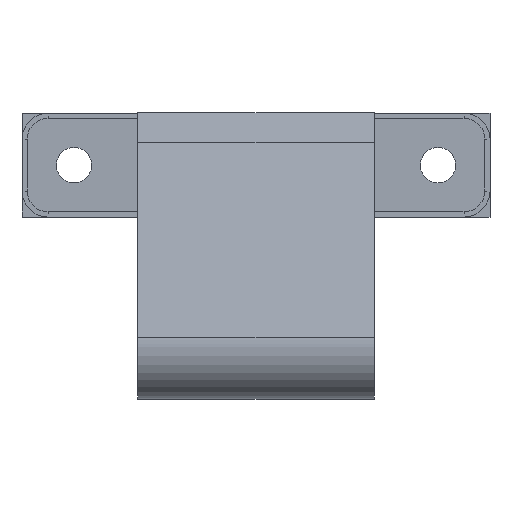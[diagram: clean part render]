
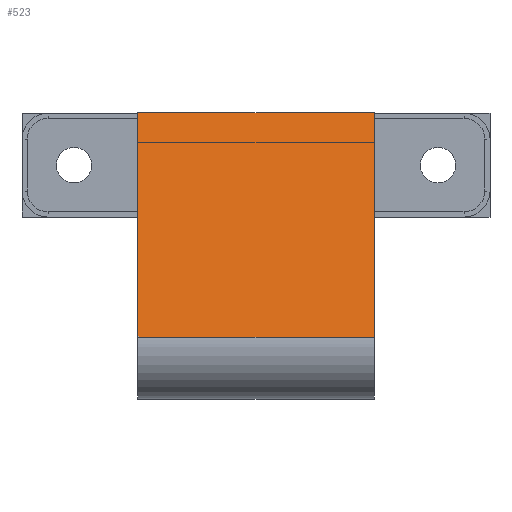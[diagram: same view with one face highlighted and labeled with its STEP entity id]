
A CAD part, top view. The second image highlights one B-rep face of the part: STEP entity #523.
In plain terms, the highlighted planar face has unit normal (0, 0.189, 0.982).
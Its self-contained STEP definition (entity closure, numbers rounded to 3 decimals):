
#234 = VERTEX_POINT('',#235);
#235 = CARTESIAN_POINT('',(22.7,10.,16.515));
#241 = EDGE_CURVE('',#242,#234,#244,.T.);
#242 = VERTEX_POINT('',#243);
#243 = CARTESIAN_POINT('',(-22.7,10.,16.515));
#244 = LINE('',#245,#246);
#245 = CARTESIAN_POINT('',(-45.,10.,16.515));
#246 = VECTOR('',#247,1.);
#247 = DIRECTION('',(1.,0.,0.));
#393 = EDGE_CURVE('',#242,#394,#396,.T.);
#394 = VERTEX_POINT('',#395);
#395 = CARTESIAN_POINT('',(-22.7,-33.108,24.819));
#396 = LINE('',#397,#398);
#397 = CARTESIAN_POINT('',(-22.7,-3.604,19.136));
#398 = VECTOR('',#399,1.);
#399 = DIRECTION('',(0.,-0.982,0.189));
#454 = EDGE_CURVE('',#234,#455,#457,.T.);
#455 = VERTEX_POINT('',#456);
#456 = CARTESIAN_POINT('',(22.7,-33.108,24.819));
#457 = LINE('',#458,#459);
#458 = CARTESIAN_POINT('',(22.7,-3.604,19.136));
#459 = VECTOR('',#460,1.);
#460 = DIRECTION('',(0.,-0.982,0.189));
#507 = EDGE_CURVE('',#394,#455,#508,.T.);
#508 = LINE('',#509,#510);
#509 = CARTESIAN_POINT('',(-45.,-33.108,24.819));
#510 = VECTOR('',#511,1.);
#511 = DIRECTION('',(1.,0.,0.));
#523 = ADVANCED_FACE('',(#524),#530,.F.);
#524 = FACE_BOUND('',#525,.F.);
#525 = EDGE_LOOP('',(#526,#527,#528,#529));
#526 = ORIENTED_EDGE('',*,*,#393,.F.);
#527 = ORIENTED_EDGE('',*,*,#241,.T.);
#528 = ORIENTED_EDGE('',*,*,#454,.T.);
#529 = ORIENTED_EDGE('',*,*,#507,.F.);
#530 = PLANE('',#531);
#531 = AXIS2_PLACEMENT_3D('',#532,#533,#534);
#532 = CARTESIAN_POINT('',(-45.,10.,16.515));
#533 = DIRECTION('',(0.,-0.189,-0.982));
#534 = DIRECTION('',(0.,-0.982,0.189));
